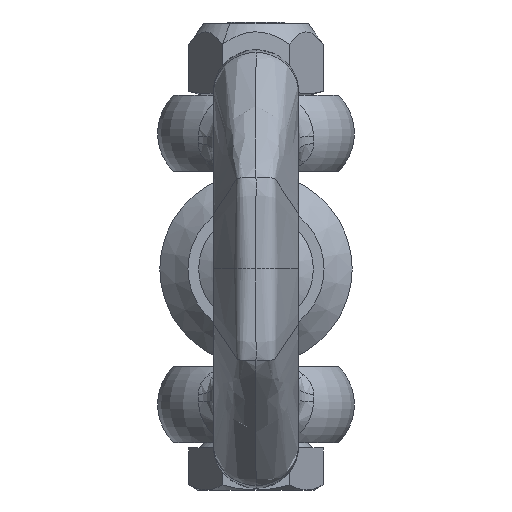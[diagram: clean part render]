
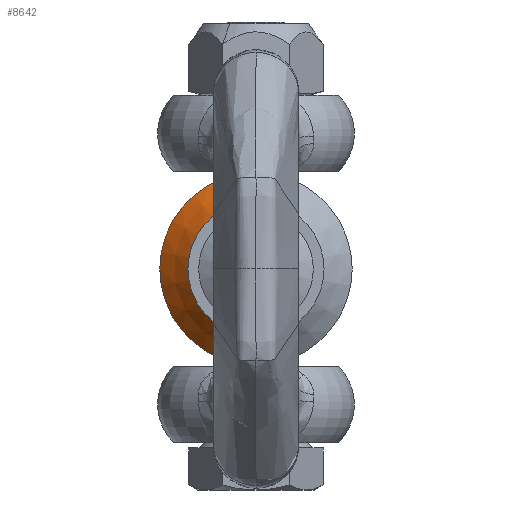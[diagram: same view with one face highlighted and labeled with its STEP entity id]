
A CAD part, left-side view. The second image highlights one B-rep face of the part: STEP entity #8642.
In plain terms, the highlighted conical face has half-angle 45 degrees and reference radius 10.75 mm.
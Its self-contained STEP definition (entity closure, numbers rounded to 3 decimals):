
#989 = CARTESIAN_POINT ( 'NONE',  ( 3.15, 0., 10.75 ) ) ;
#1264 = EDGE_CURVE ( 'NONE', #7955, #16777, #4920, .T. ) ;
#1421 = VECTOR ( 'NONE', #8537, 1000. ) ;
#1524 = VERTEX_POINT ( 'NONE', #989 ) ;
#2368 = CONICAL_SURFACE ( 'NONE', #17430, 10.75, 0.785 ) ;
#2642 = EDGE_CURVE ( 'NONE', #1524, #10966, #13849, .T. ) ;
#2704 = LINE ( 'NONE', #8959, #14849 ) ;
#2761 = DIRECTION ( 'NONE',  ( -1., 0., 0. ) ) ;
#3585 = CARTESIAN_POINT ( 'NONE',  ( 3.15, 0., -10.75 ) ) ;
#4267 = CARTESIAN_POINT ( 'NONE',  ( 3.15, 0., 0. ) ) ;
#4920 = CIRCLE ( 'NONE', #11793, 7.6 ) ;
#6110 = DIRECTION ( 'NONE',  ( 0., 0., -1. ) ) ;
#6211 = DIRECTION ( 'NONE',  ( 0., 0., 1. ) ) ;
#6410 = DIRECTION ( 'NONE',  ( -1., 0., 0. ) ) ;
#6544 = CARTESIAN_POINT ( 'NONE',  ( 3.15, 0., -10.75 ) ) ;
#7493 = EDGE_LOOP ( 'NONE', ( #9204, #17214, #7932, #20244 ) ) ;
#7537 = EDGE_CURVE ( 'NONE', #16777, #10966, #8631, .T. ) ;
#7932 = ORIENTED_EDGE ( 'NONE', *, *, #2642, .T. ) ;
#7955 = VERTEX_POINT ( 'NONE', #16411 ) ;
#8537 = DIRECTION ( 'NONE',  ( 0.707, 0., -0.707 ) ) ;
#8631 = LINE ( 'NONE', #3585, #1421 ) ;
#8642 = ADVANCED_FACE ( 'NONE', ( #18319 ), #2368, .T. ) ;
#8715 = DIRECTION ( 'NONE',  ( 0., 0., 1. ) ) ;
#8959 = CARTESIAN_POINT ( 'NONE',  ( 3.15, 0., 10.75 ) ) ;
#9204 = ORIENTED_EDGE ( 'NONE', *, *, #1264, .F. ) ;
#9288 = DIRECTION ( 'NONE',  ( 1., 0., 0. ) ) ;
#10399 = DIRECTION ( 'NONE',  ( 0.707, 0., 0.707 ) ) ;
#10966 = VERTEX_POINT ( 'NONE', #6544 ) ;
#11793 = AXIS2_PLACEMENT_3D ( 'NONE', #17108, #6410, #6211 ) ;
#13156 = CARTESIAN_POINT ( 'NONE',  ( 0., 0., -7.6 ) ) ;
#13849 = CIRCLE ( 'NONE', #19071, 10.75 ) ;
#14849 = VECTOR ( 'NONE', #10399, 1000. ) ;
#16411 = CARTESIAN_POINT ( 'NONE',  ( 0., 0., 7.6 ) ) ;
#16777 = VERTEX_POINT ( 'NONE', #13156 ) ;
#16815 = CARTESIAN_POINT ( 'NONE',  ( 3.15, 0., 0. ) ) ;
#16942 = EDGE_CURVE ( 'NONE', #7955, #1524, #2704, .T. ) ;
#17108 = CARTESIAN_POINT ( 'NONE',  ( 0., 0., 0. ) ) ;
#17214 = ORIENTED_EDGE ( 'NONE', *, *, #16942, .T. ) ;
#17430 = AXIS2_PLACEMENT_3D ( 'NONE', #4267, #9288, #6110 ) ;
#18319 = FACE_OUTER_BOUND ( 'NONE', #7493, .T. ) ;
#19071 = AXIS2_PLACEMENT_3D ( 'NONE', #16815, #2761, #8715 ) ;
#20244 = ORIENTED_EDGE ( 'NONE', *, *, #7537, .F. ) ;
